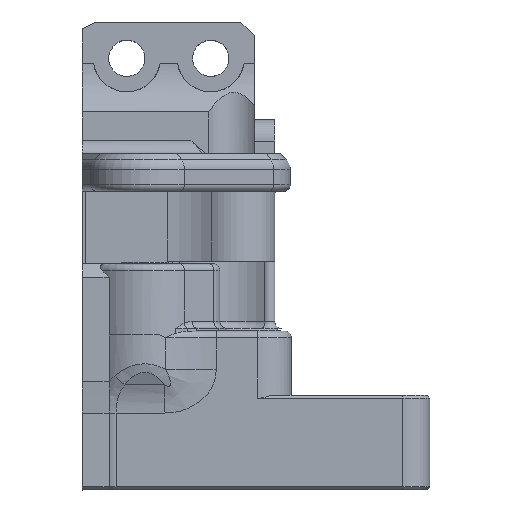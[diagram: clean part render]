
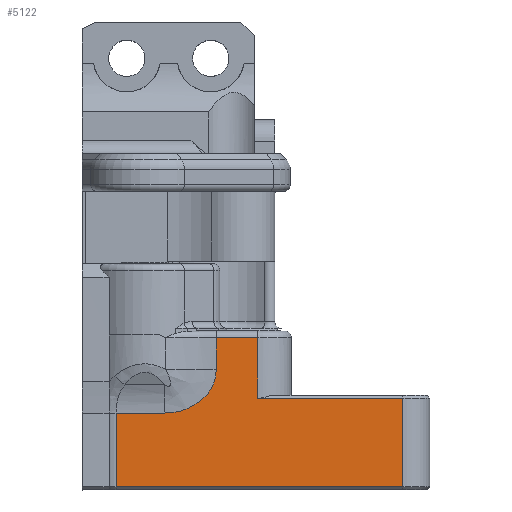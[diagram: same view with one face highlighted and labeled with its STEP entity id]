
A CAD part, top view. The second image highlights one B-rep face of the part: STEP entity #5122.
In plain terms, the highlighted planar face has unit normal (0, 0, 1).
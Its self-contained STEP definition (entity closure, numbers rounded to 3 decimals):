
#169=PLANE('',#5502);
#367=FACE_OUTER_BOUND('',#657,.T.);
#657=EDGE_LOOP('',(#3946,#3947,#3948,#3949,#3950,#3951,#3952,#3953,#3954));
#1176=B_SPLINE_CURVE_WITH_KNOTS('',3,(#14458,#14459,#14460,#14461,#14462,
#14463,#14464,#14465,#14466),.UNSPECIFIED.,.F.,.F.,(4,1,1,1,1,1,4),(-1.,
-0.857,-0.571,-0.429,-0.286,
-0.143,0.),.UNSPECIFIED.);
#1359=LINE('',#13306,#1797);
#1375=LINE('',#14352,#1813);
#1377=LINE('',#14369,#1815);
#1379=LINE('',#14412,#1817);
#1384=LINE('',#14503,#1822);
#1387=LINE('',#14509,#1825);
#1388=LINE('',#14510,#1826);
#1389=LINE('',#14511,#1827);
#1797=VECTOR('',#6208,10.);
#1813=VECTOR('',#6306,10.);
#1815=VECTOR('',#6318,10.);
#1817=VECTOR('',#6334,10.);
#1822=VECTOR('',#6351,10.);
#1825=VECTOR('',#6356,10.);
#1826=VECTOR('',#6357,10.);
#1827=VECTOR('',#6358,10.);
#2309=VERTEX_POINT('',#13300);
#2311=VERTEX_POINT('',#13304);
#2341=VERTEX_POINT('',#14351);
#2345=VERTEX_POINT('',#14362);
#2346=VERTEX_POINT('',#14368);
#2351=VERTEX_POINT('',#14410);
#2356=VERTEX_POINT('',#14500);
#2357=VERTEX_POINT('',#14502);
#2359=VERTEX_POINT('',#14508);
#2882=EDGE_CURVE('',#2309,#2311,#1359,.T.);
#2931=EDGE_CURVE('',#2341,#2309,#1375,.T.);
#2937=EDGE_CURVE('',#2346,#2345,#1377,.T.);
#2946=EDGE_CURVE('',#2311,#2351,#1379,.T.);
#2947=EDGE_CURVE('',#2351,#2346,#1176,.T.);
#2954=EDGE_CURVE('',#2357,#2356,#1384,.T.);
#2957=EDGE_CURVE('',#2356,#2359,#1387,.T.);
#2958=EDGE_CURVE('',#2359,#2341,#1388,.T.);
#2959=EDGE_CURVE('',#2345,#2357,#1389,.T.);
#3946=ORIENTED_EDGE('',*,*,#2957,.T.);
#3947=ORIENTED_EDGE('',*,*,#2958,.T.);
#3948=ORIENTED_EDGE('',*,*,#2931,.T.);
#3949=ORIENTED_EDGE('',*,*,#2882,.T.);
#3950=ORIENTED_EDGE('',*,*,#2946,.T.);
#3951=ORIENTED_EDGE('',*,*,#2947,.T.);
#3952=ORIENTED_EDGE('',*,*,#2937,.T.);
#3953=ORIENTED_EDGE('',*,*,#2959,.T.);
#3954=ORIENTED_EDGE('',*,*,#2954,.T.);
#5122=ADVANCED_FACE('',(#367),#169,.F.);
#5502=AXIS2_PLACEMENT_3D('',#14507,#6354,#6355);
#6208=DIRECTION('',(-1.,0.,0.));
#6306=DIRECTION('',(0.,1.,0.));
#6318=DIRECTION('',(-1.,0.,0.));
#6334=DIRECTION('',(0.,-1.,0.));
#6351=DIRECTION('',(1.,0.,0.));
#6354=DIRECTION('center_axis',(0.,0.,
-1.));
#6355=DIRECTION('ref_axis',(1.,0.,0.));
#6356=DIRECTION('',(0.,1.,0.));
#6357=DIRECTION('',(-1.,0.,0.));
#6358=DIRECTION('',(0.,-1.,0.));
#13300=CARTESIAN_POINT('',(406.7,163.613,104.879));
#13304=CARTESIAN_POINT('',(400.524,163.613,104.879));
#13306=CARTESIAN_POINT('',(392.641,163.613,104.879));
#14351=CARTESIAN_POINT('',(406.7,154.613,104.879));
#14352=CARTESIAN_POINT('',(406.7,175.013,104.879));
#14362=CARTESIAN_POINT('',(385.629,152.396,104.879));
#14368=CARTESIAN_POINT('',(392.792,152.396,104.879));
#14369=CARTESIAN_POINT('',(392.641,152.396,104.879));
#14410=CARTESIAN_POINT('',(400.524,158.873,104.879));
#14412=CARTESIAN_POINT('',(400.524,175.013,104.879));
#14458=CARTESIAN_POINT('Ctrl Pts',(400.524,158.873,104.879));
#14459=CARTESIAN_POINT('Ctrl Pts',(400.524,158.197,104.879));
#14460=CARTESIAN_POINT('Ctrl Pts',(400.178,156.341,104.879));
#14461=CARTESIAN_POINT('Ctrl Pts',(399.026,154.851,104.879));
#14462=CARTESIAN_POINT('Ctrl Pts',(397.655,153.816,104.879));
#14463=CARTESIAN_POINT('Ctrl Pts',(396.377,153.076,104.879));
#14464=CARTESIAN_POINT('Ctrl Pts',(394.755,152.498,104.879));
#14465=CARTESIAN_POINT('Ctrl Pts',(393.468,152.396,104.879));
#14466=CARTESIAN_POINT('Ctrl Pts',(392.792,152.396,104.879));
#14500=CARTESIAN_POINT('',(428.3,141.413,104.879));
#14502=CARTESIAN_POINT('',(385.629,141.413,104.879));
#14503=CARTESIAN_POINT('',(392.641,141.413,104.879));
#14507=CARTESIAN_POINT('Origin',(395.402,175.013,104.879));
#14508=CARTESIAN_POINT('',(428.3,154.613,104.879));
#14509=CARTESIAN_POINT('',(428.3,158.013,104.879));
#14510=CARTESIAN_POINT('',(407.911,154.613,104.879));
#14511=CARTESIAN_POINT('',(385.629,175.013,104.879));
